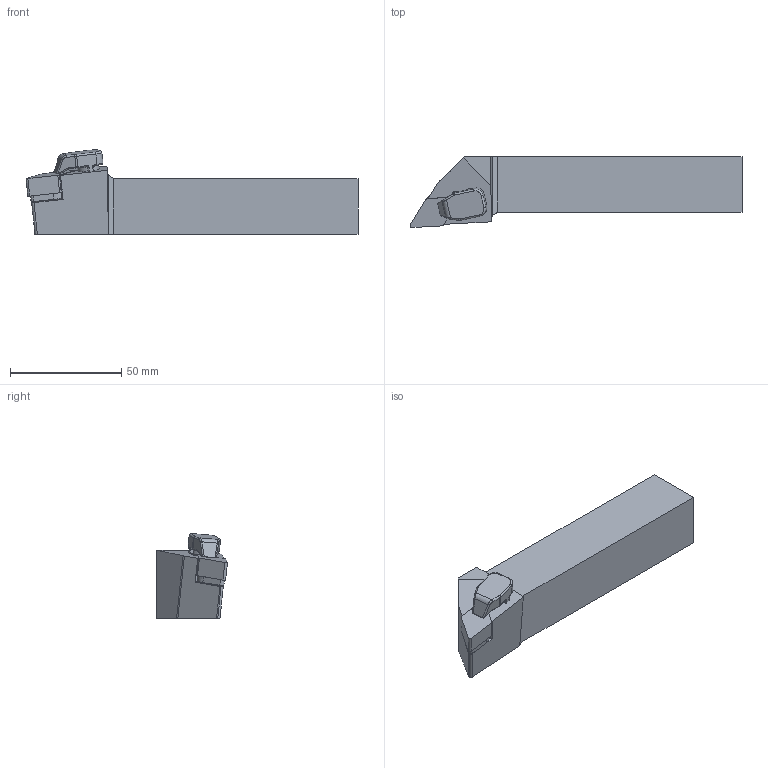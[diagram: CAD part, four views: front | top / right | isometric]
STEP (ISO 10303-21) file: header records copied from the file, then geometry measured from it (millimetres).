
FILE_DESCRIPTION (( 'STEP AP214' ), '1' );
FILE_NAME ('CDJNR-2525-M1507C-LIGHT.STP', '2023-10-31T09:50:47', ( '' ), ( '' ), 'SwSTEP 2.0', 'SolidWorks 2018', '' );
FILE_SCHEMA (( 'AUTOMOTIVE_DESIGN' ));
Length unit declared in the file: millimetre
Products named in the file (1): CDJNR-2525-M1507C-LIGHT
Bounding box: 149.32 x 31.92 x 38.02 mm (x, y, z)
Volume: 92421.6 mm3; surface area: 17722.4 mm2
Topology: 2 solids, 2 shells, 178 faces, 445 edges, 268 vertices
Faces by surface type: plane 68, cylinder 64, torus 23, cone 13, bspline 10
Entity records: 8036 total; most frequent: CARTESIAN_POINT 1823, DIRECTION 906, ORIENTED_EDGE 882, EDGE_CURVE 441, AXIS2_PLACEMENT_3D 332, VERTEX_POINT 268, LINE 242, VECTOR 242
